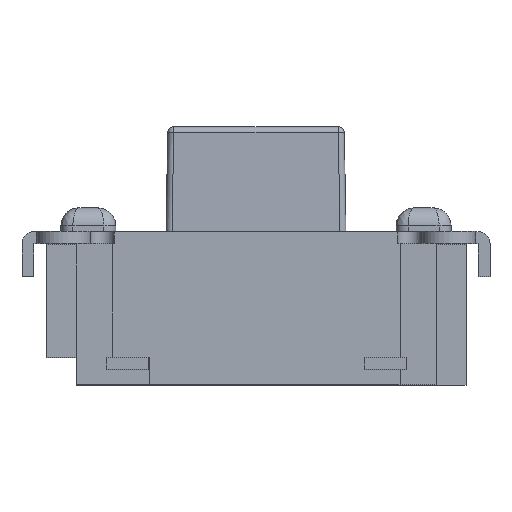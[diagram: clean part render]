
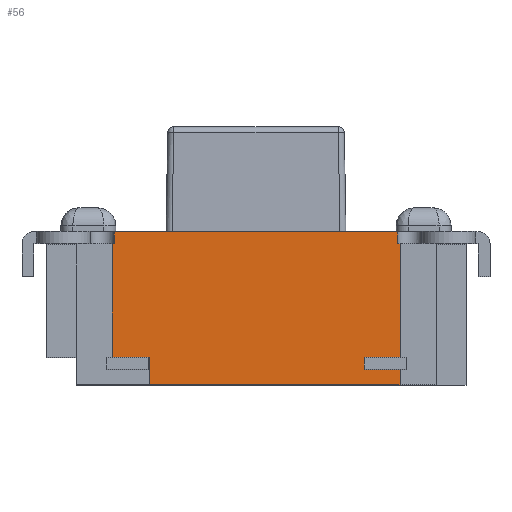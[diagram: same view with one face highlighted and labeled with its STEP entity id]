
A CAD part, top view. The second image highlights one B-rep face of the part: STEP entity #56.
In plain terms, the highlighted planar face has unit normal (0, 0, 1).
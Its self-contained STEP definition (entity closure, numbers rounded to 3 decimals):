
#56=ADVANCED_FACE('',(#635),#636,.T.);
#635=FACE_OUTER_BOUND('',#1760,.T.);
#636=PLANE('',#1761);
#1760=EDGE_LOOP('',(#3705,#3706,#3707,#3708,#3709,#3710,#3711,#3712,#3713,#3714,#3715,#3716,#3717,#3718));
#1761=AXIS2_PLACEMENT_3D('',#3719,#3720,#3721);
#3705=ORIENTED_EDGE('',*,*,#8355,.F.);
#3706=ORIENTED_EDGE('',*,*,#8356,.T.);
#3707=ORIENTED_EDGE('',*,*,#8357,.T.);
#3708=ORIENTED_EDGE('',*,*,#8358,.F.);
#3709=ORIENTED_EDGE('',*,*,#8359,.T.);
#3710=ORIENTED_EDGE('',*,*,#8360,.F.);
#3711=ORIENTED_EDGE('',*,*,#8361,.F.);
#3712=ORIENTED_EDGE('',*,*,#8362,.F.);
#3713=ORIENTED_EDGE('',*,*,#8344,.F.);
#3714=ORIENTED_EDGE('',*,*,#8349,.T.);
#3715=ORIENTED_EDGE('',*,*,#8363,.F.);
#3716=ORIENTED_EDGE('',*,*,#7918,.T.);
#3717=ORIENTED_EDGE('',*,*,#8364,.T.);
#3718=ORIENTED_EDGE('',*,*,#8365,.F.);
#3719=CARTESIAN_POINT('',(-2.4,0.0,1.75));
#3720=DIRECTION('',(0.0,0.0,1.0));
#3721=DIRECTION('',(1.0,0.0,0.0));
#7918=EDGE_CURVE('',#9466,#9464,#9467,.T.);
#8344=EDGE_CURVE('',#10314,#10315,#10316,.T.);
#8349=EDGE_CURVE('',#10314,#10321,#10323,.T.);
#8355=EDGE_CURVE('',#10334,#10335,#10336,.T.);
#8356=EDGE_CURVE('',#10334,#10337,#10338,.T.);
#8357=EDGE_CURVE('',#10337,#10339,#10340,.T.);
#8358=EDGE_CURVE('',#10341,#10339,#10342,.T.);
#8359=EDGE_CURVE('',#10341,#10343,#10344,.T.);
#8360=EDGE_CURVE('',#10345,#10343,#10346,.T.);
#8361=EDGE_CURVE('',#10347,#10345,#10348,.T.);
#8362=EDGE_CURVE('',#10315,#10347,#10349,.T.);
#8363=EDGE_CURVE('',#9466,#10321,#10350,.T.);
#8364=EDGE_CURVE('',#9464,#10351,#10352,.T.);
#8365=EDGE_CURVE('',#10335,#10351,#10353,.T.);
#9464=VERTEX_POINT('',#12013);
#9466=VERTEX_POINT('',#12016);
#9467=LINE('',#12017,#12018);
#10314=VERTEX_POINT('',#13286);
#10315=VERTEX_POINT('',#13287);
#10316=LINE('',#13288,#13289);
#10321=VERTEX_POINT('',#13297);
#10323=LINE('',#13300,#13301);
#10334=VERTEX_POINT('',#13317);
#10335=VERTEX_POINT('',#13318);
#10336=LINE('',#13319,#13320);
#10337=VERTEX_POINT('',#13321);
#10338=LINE('',#13322,#13323);
#10339=VERTEX_POINT('',#13324);
#10340=LINE('',#13325,#13326);
#10341=VERTEX_POINT('',#13327);
#10342=LINE('',#13328,#13329);
#10343=VERTEX_POINT('',#13330);
#10344=LINE('',#13331,#13332);
#10345=VERTEX_POINT('',#13333);
#10346=LINE('',#13334,#13335);
#10347=VERTEX_POINT('',#13336);
#10348=LINE('',#13337,#13338);
#10349=LINE('',#13339,#13340);
#10350=LINE('',#13341,#13342);
#10351=VERTEX_POINT('',#13343);
#10352=LINE('',#13344,#13345);
#10353=LINE('',#13346,#13347);
#12013=CARTESIAN_POINT('',(2.4,0.0,1.75));
#12016=CARTESIAN_POINT('',(-1.771,0.0,1.75));
#12017=CARTESIAN_POINT('',(-1.771,0.0,1.75));
#12018=VECTOR('',#16186,4.171);
#13286=CARTESIAN_POINT('',(-2.4,0.46,1.75));
#13287=CARTESIAN_POINT('',(-2.4,2.35,1.75));
#13288=CARTESIAN_POINT('',(-2.4,0.46,1.75));
#13289=VECTOR('',#16620,1.89);
#13297=CARTESIAN_POINT('',(-1.771,0.46,1.75));
#13300=CARTESIAN_POINT('',(-2.4,0.46,1.75));
#13301=VECTOR('',#16625,0.629);
#13317=CARTESIAN_POINT('',(1.8,0.45,1.75));
#13318=CARTESIAN_POINT('',(1.8,0.25,1.75));
#13319=CARTESIAN_POINT('',(1.8,0.45,1.75));
#13320=VECTOR('',#16631,0.2);
#13321=CARTESIAN_POINT('',(2.4,0.45,1.75));
#13322=CARTESIAN_POINT('',(1.8,0.45,1.75));
#13323=VECTOR('',#16632,0.6);
#13324=CARTESIAN_POINT('',(2.4,2.35,1.75));
#13325=CARTESIAN_POINT('',(2.4,0.45,1.75));
#13326=VECTOR('',#16633,1.9);
#13327=CARTESIAN_POINT('',(2.359,2.35,1.75));
#13328=CARTESIAN_POINT('',(2.359,2.35,1.75));
#13329=VECTOR('',#16634,0.041);
#13330=CARTESIAN_POINT('',(2.359,2.55,1.75));
#13331=CARTESIAN_POINT('',(2.359,2.35,1.75));
#13332=VECTOR('',#16635,0.2);
#13333=CARTESIAN_POINT('',(-2.359,2.55,1.75));
#13334=CARTESIAN_POINT('',(-2.359,2.55,1.75));
#13335=VECTOR('',#16636,4.718);
#13336=CARTESIAN_POINT('',(-2.359,2.35,1.75));
#13337=CARTESIAN_POINT('',(-2.359,2.35,1.75));
#13338=VECTOR('',#16637,0.2);
#13339=CARTESIAN_POINT('',(-2.4,2.35,1.75));
#13340=VECTOR('',#16638,0.041);
#13341=CARTESIAN_POINT('',(-1.771,0.0,1.75));
#13342=VECTOR('',#16639,0.46);
#13343=CARTESIAN_POINT('',(2.4,0.25,1.75));
#13344=CARTESIAN_POINT('',(2.4,0.0,1.75));
#13345=VECTOR('',#16640,0.25);
#13346=CARTESIAN_POINT('',(1.8,0.25,1.75));
#13347=VECTOR('',#16641,0.6);
#16186=DIRECTION('',(1.0,0.0,0.0));
#16620=DIRECTION('',(0.0,1.0,0.0));
#16625=DIRECTION('',(1.0,0.0,0.0));
#16631=DIRECTION('',(0.0,-1.0,0.0));
#16632=DIRECTION('',(1.0,0.0,0.0));
#16633=DIRECTION('',(0.0,1.0,0.0));
#16634=DIRECTION('',(1.0,0.0,0.));
#16635=DIRECTION('',(0.0,1.0,0.0));
#16636=DIRECTION('',(1.0,0.0,0.0));
#16637=DIRECTION('',(0.0,1.0,0.0));
#16638=DIRECTION('',(1.0,0.0,0.0));
#16639=DIRECTION('',(0.0,1.0,0.0));
#16640=DIRECTION('',(0.0,1.0,0.0));
#16641=DIRECTION('',(1.0,0.0,0.0));
